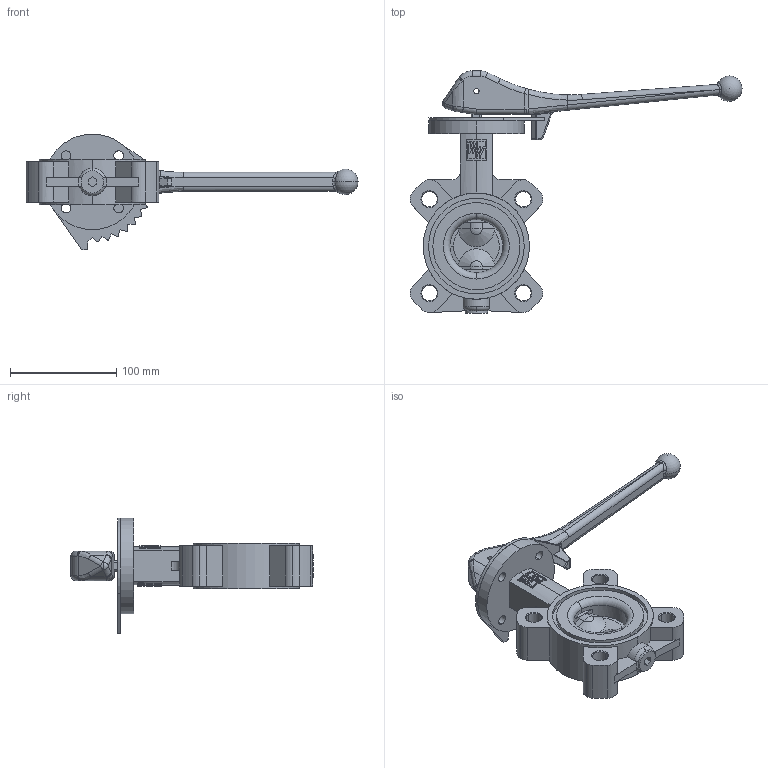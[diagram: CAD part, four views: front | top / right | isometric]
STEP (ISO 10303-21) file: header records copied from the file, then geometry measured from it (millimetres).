
FILE_DESCRIPTION (( 'STEP AP214' ), '1' );
FILE_NAME ('EVTLS DN50 PN16 - LEVER L1.STEP', '2020-03-10T09:35:57', ( 'Administrator' ), ( 'EuroValve' ), 'SwSTEP 2.0', 'SolidWorks 2015', '' );
FILE_SCHEMA (( 'AUTOMOTIVE_DESIGN' ));
Length unit declared in the file: millimetre
Products named in the file (3): EVTLS DN40-350_DN  50 PN16; EV LEVER L1; EVTLS DN50 PN16 - LEVER L1
Assembly tree (2 placements, depth 2):
  EVTLS DN50 PN16 - LEVER L1
    EVTLS DN40-350_DN  50 PN16
    EV LEVER L1
Bounding box: 312.49 x 228 x 109 mm (x, y, z)
Volume: 662514.5 mm3; surface area: 123697.6 mm2
Topology: 2 solids, 2 shells, 599 faces, 1584 edges, 997 vertices
Faces by surface type: plane 259, cylinder 161, bspline 109, cone 32, torus 28, sphere 10
Entity records: 24786 total; most frequent: CARTESIAN_POINT 7611, ORIENTED_EDGE 3122, DIRECTION 2755, EDGE_CURVE 1561, AXIS2_PLACEMENT_3D 1008, VERTEX_POINT 992, LINE 739, VECTOR 739
